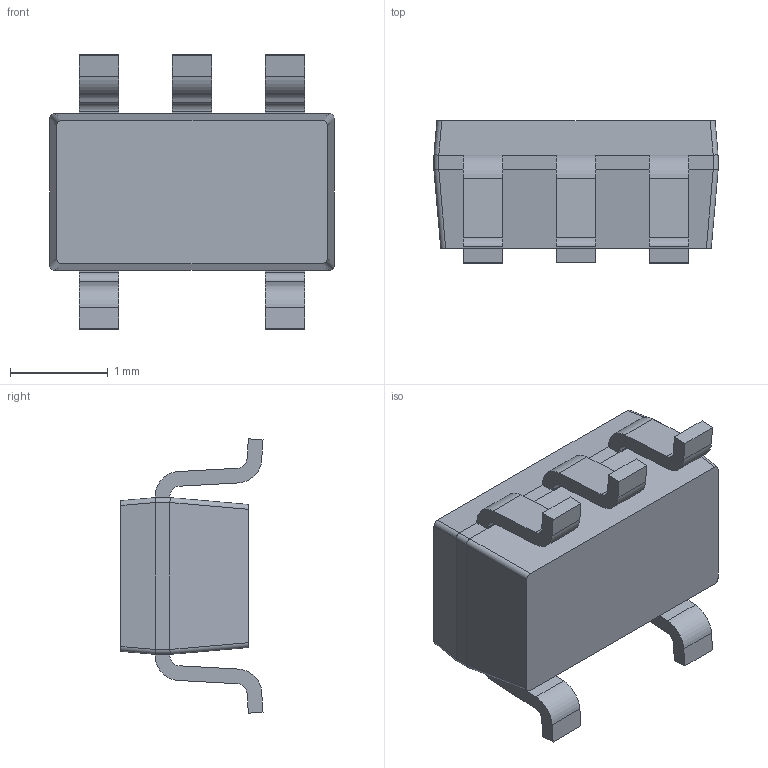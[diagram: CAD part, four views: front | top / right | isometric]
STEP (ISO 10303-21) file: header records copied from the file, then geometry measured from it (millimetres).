
FILE_DESCRIPTION (( 'STEP AP214' ), '1' );
FILE_NAME ('TPS73225DBVR.STEP', '2019-08-27T07:00:43', ( '' ), ( '' ), 'SwSTEP 2.0', 'SolidWorks 2017', '' );
FILE_SCHEMA (( 'AUTOMOTIVE_DESIGN' ));
Length unit declared in the file: millimetre
Products named in the file (1): TPS73225DBVR
Bounding box: 2.9 x 1.45 x 2.8 mm (x, y, z)
Volume: 6.1 mm3; surface area: 27.8 mm2
Topology: 6 solids, 6 shells, 96 faces, 252 edges, 168 vertices
Faces by surface type: plane 64, cylinder 32
Entity records: 3631 total; most frequent: CARTESIAN_POINT 565, ORIENTED_EDGE 504, DIRECTION 470, EDGE_CURVE 252, VECTOR 196, LINE 196, VERTEX_POINT 168, AXIS2_PLACEMENT_3D 137
